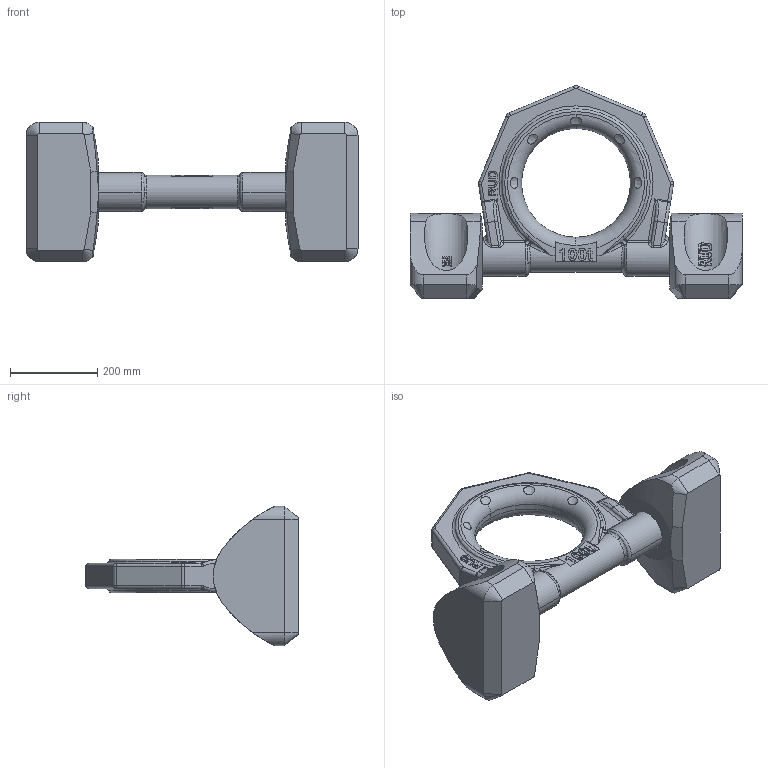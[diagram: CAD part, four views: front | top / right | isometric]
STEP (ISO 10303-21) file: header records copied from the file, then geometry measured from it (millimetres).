
FILE_DESCRIPTION((''),'2;1');
FILE_NAME('001-M35253-P-1_ASM','2015-06-19T',('Andreas.Wendler'),(''),'PRO/ENGINEER BY PARAMETRIC TECHNOLOGY CORPORATION, 2010140','PRO/ENGINEER BY PARAMETRIC TECHNOLOGY CORPORATION, 2010140','');
FILE_SCHEMA(('CONFIG_CONTROL_DESIGN'));
Length unit declared in the file: millimetre
Products named in the file (3): 001-M35134-P-1; 001-M34335-P-1; 001-M35253-P-1_ASM
Assembly tree (3 placements, depth 2):
  001-M35253-P-1_ASM
    001-M35134-P-1
    001-M34335-P-1  x2
Bounding box: 763 x 488.31 x 320 mm (x, y, z)
Volume: 20942884.1 mm3; surface area: 913576 mm2
Topology: 3 solids, 3 shells, 582 faces, 1507 edges, 969 vertices
Faces by surface type: plane 268, cylinder 110, extrusion 80, bspline 54, torus 48, sphere 12, cone 10
Entity records: 19812 total; most frequent: CARTESIAN_POINT 8656, ORIENTED_EDGE 2492, DIRECTION 1954, EDGE_CURVE 1246, VERTEX_POINT 797, VECTOR 664, AXIS2_PLACEMENT_3D 645, LINE 584
